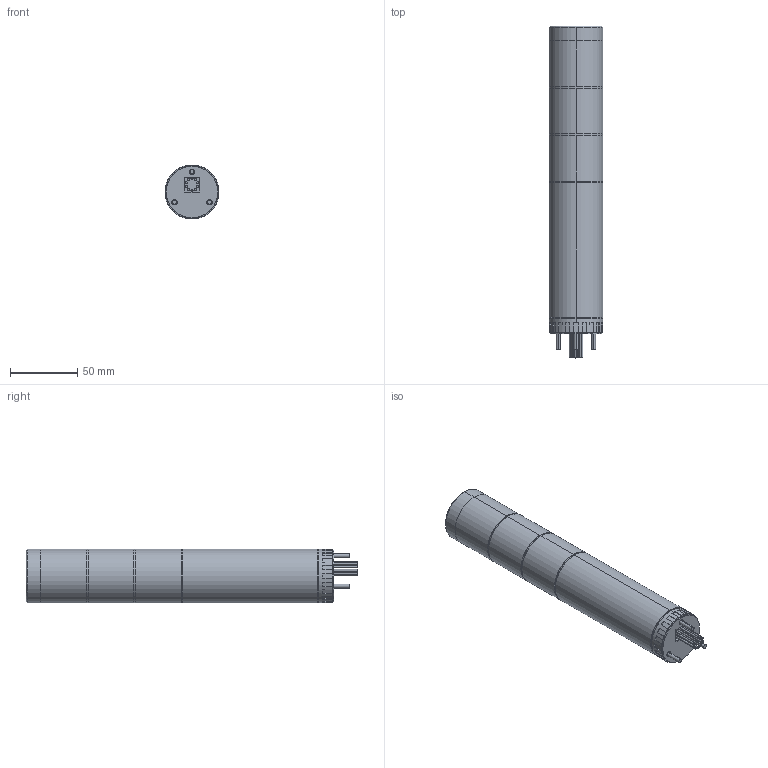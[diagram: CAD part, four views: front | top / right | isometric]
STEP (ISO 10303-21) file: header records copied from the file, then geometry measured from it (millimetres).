
FILE_DESCRIPTION (( 'STEP AP214' ), '1' );
FILE_NAME ('LCE-302FBW-RYG.step', '2016-10-25T14:44:12', ( '' ), ( '' ), 'SwSTEP 2.0', 'SolidWorks 2016', '' );
FILE_SCHEMA (( 'AUTOMOTIVE_DESIGN' ));
Length unit declared in the file: millimetre
Products named in the file (1): LCE-302FBW-RYG
Bounding box: 40 x 246 x 40 mm (x, y, z)
Volume: 285101.4 mm3; surface area: 57726 mm2
Topology: 25 solids, 25 shells, 218 faces, 494 edges, 328 vertices
Faces by surface type: plane 156, cylinder 58, cone 2, torus 2
Entity records: 6402 total; most frequent: DIRECTION 1094, CARTESIAN_POINT 1041, ORIENTED_EDGE 988, EDGE_CURVE 494, AXIS2_PLACEMENT_3D 381, LINE 332, VECTOR 332, VERTEX_POINT 328
